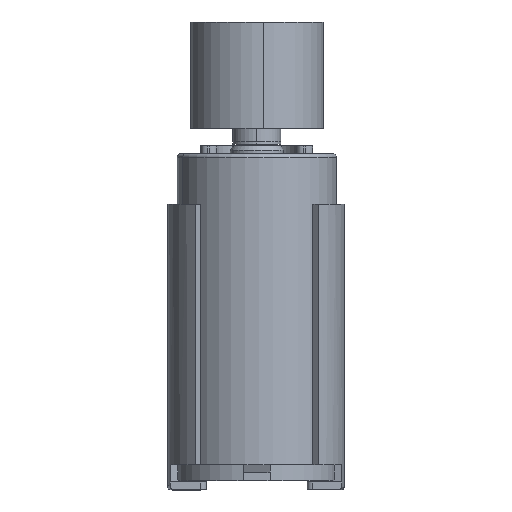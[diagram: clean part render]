
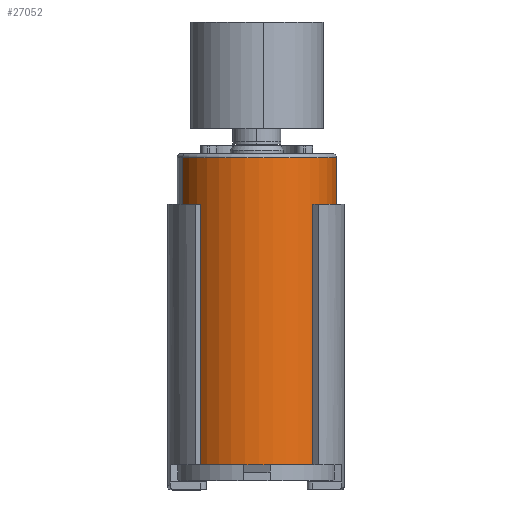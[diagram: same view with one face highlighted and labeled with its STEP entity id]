
A CAD part, top view. The second image highlights one B-rep face of the part: STEP entity #27052.
In plain terms, the highlighted cylindrical face has radius 3 mm (diameter 6 mm), a partial arc.
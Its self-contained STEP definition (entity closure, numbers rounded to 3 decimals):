
#170 = CARTESIAN_POINT ( 'NONE',  ( 0., 12.15, 0. ) ) ;
#373 = CARTESIAN_POINT ( 'NONE',  ( -2.793, 0.6, 1.096 ) ) ;
#2166 = CIRCLE ( 'NONE', #2909, 3. ) ;
#2356 = DIRECTION ( 'NONE',  ( -0.931, 0., 0.365 ) ) ;
#2909 = AXIS2_PLACEMENT_3D ( 'NONE', #9960, #25020, #12110 ) ;
#4355 = ORIENTED_EDGE ( 'NONE', *, *, #9648, .T. ) ;
#6350 = EDGE_LOOP ( 'NONE', ( #4355, #23952, #19597, #8585 ) ) ;
#7127 = DIRECTION ( 'NONE',  ( 0., 1., 0. ) ) ;
#7443 = VERTEX_POINT ( 'NONE', #17748 ) ;
#7824 = EDGE_CURVE ( 'NONE', #21124, #26121, #9959, .T. ) ;
#8117 = CARTESIAN_POINT ( 'NONE',  ( -2.793, 12.3, 1.096 ) ) ;
#8585 = ORIENTED_EDGE ( 'NONE', *, *, #12537, .F. ) ;
#9648 = EDGE_CURVE ( 'NONE', #24231, #7443, #2166, .T. ) ;
#9959 = CIRCLE ( 'NONE', #20441, 3. ) ;
#9960 = CARTESIAN_POINT ( 'NONE',  ( 0., 0.6, 0. ) ) ;
#11824 = EDGE_CURVE ( 'NONE', #7443, #26121, #21812, .T. ) ;
#12110 = DIRECTION ( 'NONE',  ( -0.931, 0., 0.365 ) ) ;
#12537 = EDGE_CURVE ( 'NONE', #24231, #21124, #12624, .T. ) ;
#12624 = LINE ( 'NONE', #8117, #23380 ) ;
#14559 = DIRECTION ( 'NONE',  ( 0., 1., 0. ) ) ;
#15188 = DIRECTION ( 'NONE',  ( 0., 1., 0. ) ) ;
#15646 = AXIS2_PLACEMENT_3D ( 'NONE', #19958, #7127, #15766 ) ;
#15766 = DIRECTION ( 'NONE',  ( -0.931, 0., 0.365 ) ) ;
#17748 = CARTESIAN_POINT ( 'NONE',  ( 2.793, 0.6, -1.096 ) ) ;
#18215 = CARTESIAN_POINT ( 'NONE',  ( 2.793, 12.15, -1.096 ) ) ;
#18705 = DIRECTION ( 'NONE',  ( 0., 1., 0. ) ) ;
#19597 = ORIENTED_EDGE ( 'NONE', *, *, #7824, .F. ) ;
#19958 = CARTESIAN_POINT ( 'NONE',  ( 0., 12.3, 0. ) ) ;
#20441 = AXIS2_PLACEMENT_3D ( 'NONE', #170, #15188, #2356 ) ;
#21116 = VECTOR ( 'NONE', #18705, 1000. ) ;
#21124 = VERTEX_POINT ( 'NONE', #26884 ) ;
#21812 = LINE ( 'NONE', #25151, #21116 ) ;
#23380 = VECTOR ( 'NONE', #14559, 1000. ) ;
#23491 = FACE_OUTER_BOUND ( 'NONE', #6350, .T. ) ;
#23952 = ORIENTED_EDGE ( 'NONE', *, *, #11824, .T. ) ;
#24231 = VERTEX_POINT ( 'NONE', #373 ) ;
#25020 = DIRECTION ( 'NONE',  ( 0., 1., 0. ) ) ;
#25151 = CARTESIAN_POINT ( 'NONE',  ( 2.793, 12.3, -1.096 ) ) ;
#26121 = VERTEX_POINT ( 'NONE', #18215 ) ;
#26562 = CYLINDRICAL_SURFACE ( 'NONE', #15646, 3. ) ;
#26884 = CARTESIAN_POINT ( 'NONE',  ( -2.793, 12.15, 1.096 ) ) ;
#27052 = ADVANCED_FACE ( 'NONE', ( #23491 ), #26562, .T. ) ;
